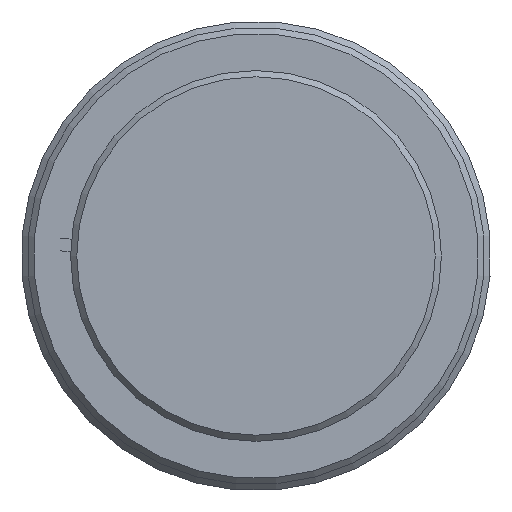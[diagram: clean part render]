
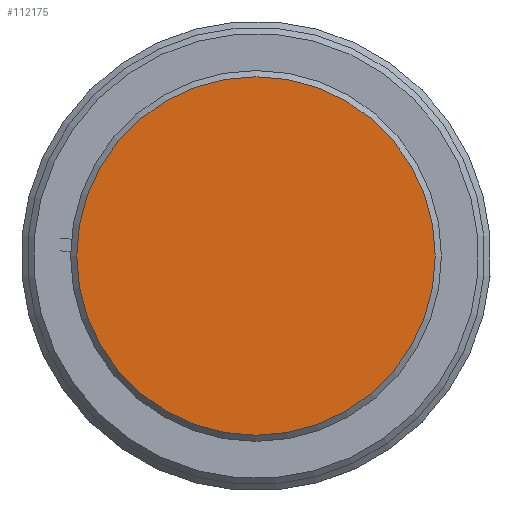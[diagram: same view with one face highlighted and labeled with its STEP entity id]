
A CAD part, left-side view. The second image highlights one B-rep face of the part: STEP entity #112175.
In plain terms, the highlighted planar face has unit normal (-1, 0, 0).
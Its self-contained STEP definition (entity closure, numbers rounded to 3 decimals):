
#112155=CARTESIAN_POINT('',(0.,-14.5,0.));
#112156=VERTEX_POINT('',#112155);
#112157=CARTESIAN_POINT('',(0.,0.0,0.0));
#112158=DIRECTION('',(1.0,0.0,0.0));
#112159=DIRECTION('',(0.0,1.0,0.0));
#112160=AXIS2_PLACEMENT_3D('',#112157,#112158,#112159);
#112161=CIRCLE('',#112160,14.5);
#112162=EDGE_CURVE('',#112156,#112156,#112161,.T.);
#112167=CARTESIAN_POINT('',(0.,-13.15,0.0));
#112168=DIRECTION('',(-1.0,0.0,0.0));
#112169=DIRECTION('',(0.0,0.0,1.0));
#112170=AXIS2_PLACEMENT_3D('',#112167,#112168,#112169);
#112171=PLANE('',#112170);
#112172=ORIENTED_EDGE('',*,*,#112162,.F.);
#112173=EDGE_LOOP('',(#112172));
#112174=FACE_OUTER_BOUND('',#112173,.T.);
#112175=ADVANCED_FACE('',(#112174),#112171,.T.);
